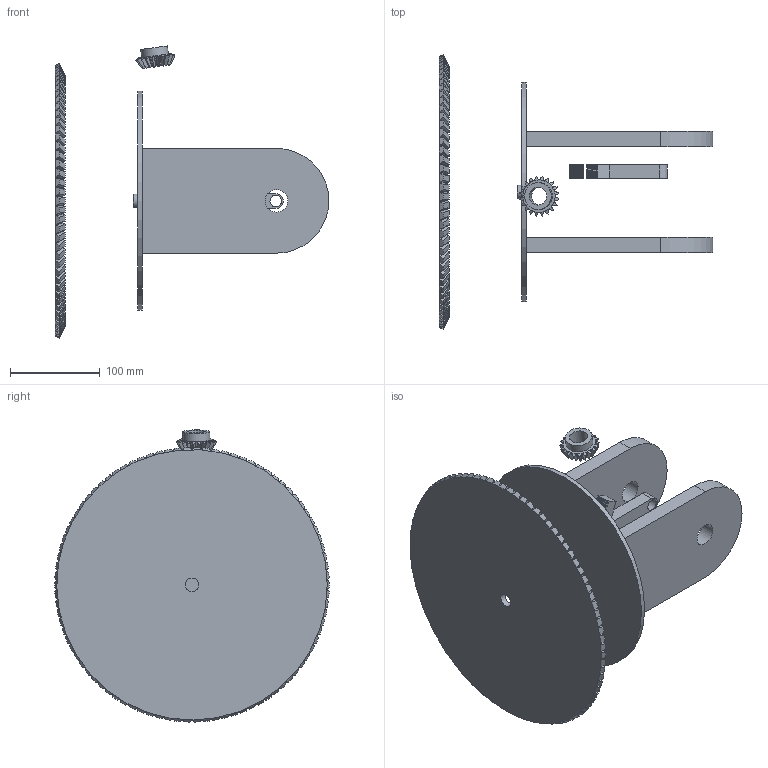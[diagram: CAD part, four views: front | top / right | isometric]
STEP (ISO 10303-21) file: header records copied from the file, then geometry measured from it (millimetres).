
FILE_DESCRIPTION(/* description */ ('STEP AP242','CAx-IF Rec.Pracs.---Representation and Presentation of Product Manufacturing Information (PMI)---4.0---2014-10-13','CAx-IF Rec.Pracs.---3D Tessellated Geometry---0.4---2014-09-14','2;1'),/* implementation_level */ '2;1');
FILE_NAME(/* name */ '6566cda420252f66de345d1e',/* time_stamp */ '2023-11-29T05:35:34Z',/* author */ (''),/* organization */ (''),/* preprocessor_version */ 'ST-DEVELOPER v19.4',/* originating_system */ ' ',/* authorisation */ ' ');
FILE_SCHEMA (('AP242_MANAGED_MODEL_BASED_3D_ENGINEERING_MIM_LF { 1 0 10303 442 1 1 4 }'));
Length unit declared in the file: metre
Products named in the file (7): Assembly 1; Ex1-_Cylindrical_Gears_-_Sketch_2 v2; Part 1; Part 2; motor_gear v2; Part 3
Assembly tree (6 placements, depth 2):
  Assembly 1
    Ex1-_Cylindrical_Gears_-_Sketch_2 v2
    Part 1
    Part 2
    motor_gear v2
    Part 3
    Part 1
Bounding box: 305.1 x 305.96 x 325.55 mm (x, y, z)
Volume: 1543568 mm3; surface area: 379738.3 mm2
Topology: 6 solids, 6 shells, 1030 faces, 3046 edges, 2032 vertices
Faces by surface type: bspline 460, plane 319, cylinder 136, cone 114, torus 1
Full cylindrical faces by diameter (mm): 13 x1, 15 x3, 20 x1, 25.06 x2, 30 x1, 244.038 x1
Entity records: 37099 total; most frequent: CARTESIAN_POINT 13965, ORIENTED_EDGE 6048, EDGE_CURVE 3024, DIRECTION 2996, VERTEX_POINT 2024, B_SPLINE_CURVE_WITH_KNOTS 1500, LINE 1206, VECTOR 1206
